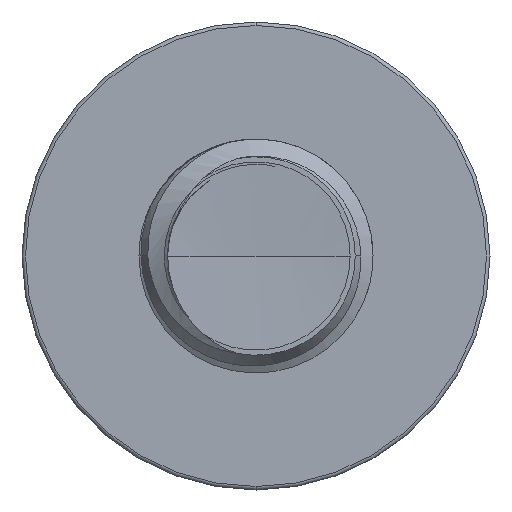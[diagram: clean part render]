
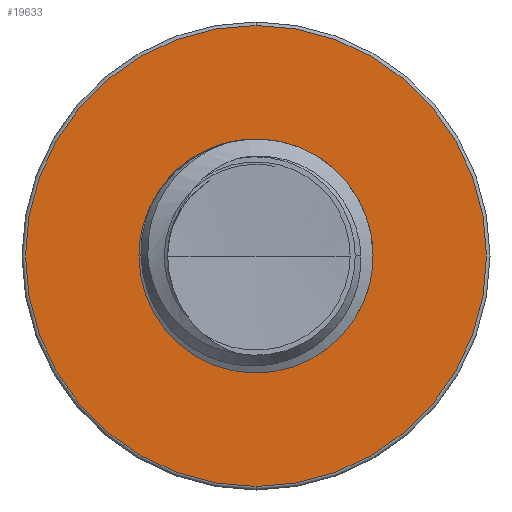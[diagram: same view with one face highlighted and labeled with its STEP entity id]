
A CAD part, front view. The second image highlights one B-rep face of the part: STEP entity #19633.
In plain terms, the highlighted planar face has unit normal (0, -1, 0).
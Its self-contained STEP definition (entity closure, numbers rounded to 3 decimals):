
#754 = DIRECTION ( 'NONE',  ( 0., 0., -1. ) ) ;
#1072 = ORIENTED_EDGE ( 'NONE', *, *, #16494, .T. ) ;
#1112 = DIRECTION ( 'NONE',  ( 0., -1., 0. ) ) ;
#1561 = PLANE ( 'NONE',  #24288 ) ;
#2062 = EDGE_LOOP ( 'NONE', ( #26326, #5796 ) ) ;
#3115 = CARTESIAN_POINT ( 'NONE',  ( 0., 7., 0.969 ) ) ;
#4103 = VERTEX_POINT ( 'NONE', #13651 ) ;
#4930 = VERTEX_POINT ( 'NONE', #25877 ) ;
#5268 = EDGE_CURVE ( 'NONE', #4103, #27620, #24188, .T. ) ;
#5796 = ORIENTED_EDGE ( 'NONE', *, *, #18701, .F. ) ;
#6454 = CARTESIAN_POINT ( 'NONE',  ( 0., 7., 1.97 ) ) ;
#7636 = DIRECTION ( 'NONE',  ( 0., -1., 0. ) ) ;
#8051 = CARTESIAN_POINT ( 'NONE',  ( 0., 7., 0.969 ) ) ;
#9257 = AXIS2_PLACEMENT_3D ( 'NONE', #20774, #7636, #22955 ) ;
#9298 = EDGE_CURVE ( 'NONE', #4930, #24243, #17007, .T. ) ;
#9494 = CARTESIAN_POINT ( 'NONE',  ( 0., 7., 0. ) ) ;
#10359 = DIRECTION ( 'NONE',  ( 0., 0., -1. ) ) ;
#11613 = ORIENTED_EDGE ( 'NONE', *, *, #5268, .T. ) ;
#11703 = DIRECTION ( 'NONE',  ( 0., 0., -1. ) ) ;
#12582 = AXIS2_PLACEMENT_3D ( 'NONE', #26803, #13810, #754 ) ;
#13651 = CARTESIAN_POINT ( 'NONE',  ( 0., 7., -1.97 ) ) ;
#13810 = DIRECTION ( 'NONE',  ( 0., -1., 0. ) ) ;
#13939 = CIRCLE ( 'NONE', #9257, 1.97 ) ;
#14166 = CARTESIAN_POINT ( 'NONE',  ( 0., 7., 0. ) ) ;
#14713 = AXIS2_PLACEMENT_3D ( 'NONE', #9494, #24772, #11703 ) ;
#15061 = EDGE_LOOP ( 'NONE', ( #11613, #1072 ) ) ;
#16407 = DIRECTION ( 'NONE',  ( 0., 0., -1. ) ) ;
#16494 = EDGE_CURVE ( 'NONE', #27620, #4103, #13939, .T. ) ;
#17007 = CIRCLE ( 'NONE', #23339, 0.969 ) ;
#18701 = EDGE_CURVE ( 'NONE', #24243, #4930, #23835, .T. ) ;
#19633 = ADVANCED_FACE ( 'NONE', ( #21520, #27172 ), #1561, .T. ) ;
#20774 = CARTESIAN_POINT ( 'NONE',  ( 0., 7., 0. ) ) ;
#21520 = FACE_OUTER_BOUND ( 'NONE', #15061, .T. ) ;
#22955 = DIRECTION ( 'NONE',  ( 0., 0., -1. ) ) ;
#23339 = AXIS2_PLACEMENT_3D ( 'NONE', #14166, #1112, #16407 ) ;
#23444 = DIRECTION ( 'NONE',  ( 0., -1., 0. ) ) ;
#23835 = CIRCLE ( 'NONE', #12582, 0.969 ) ;
#24188 = CIRCLE ( 'NONE', #14713, 1.97 ) ;
#24243 = VERTEX_POINT ( 'NONE', #3115 ) ;
#24288 = AXIS2_PLACEMENT_3D ( 'NONE', #8051, #23444, #10359 ) ;
#24772 = DIRECTION ( 'NONE',  ( 0., -1., 0. ) ) ;
#25877 = CARTESIAN_POINT ( 'NONE',  ( 0., 7., -0.969 ) ) ;
#26326 = ORIENTED_EDGE ( 'NONE', *, *, #9298, .F. ) ;
#26803 = CARTESIAN_POINT ( 'NONE',  ( 0., 7., 0. ) ) ;
#27172 = FACE_BOUND ( 'NONE', #2062, .T. ) ;
#27620 = VERTEX_POINT ( 'NONE', #6454 ) ;
